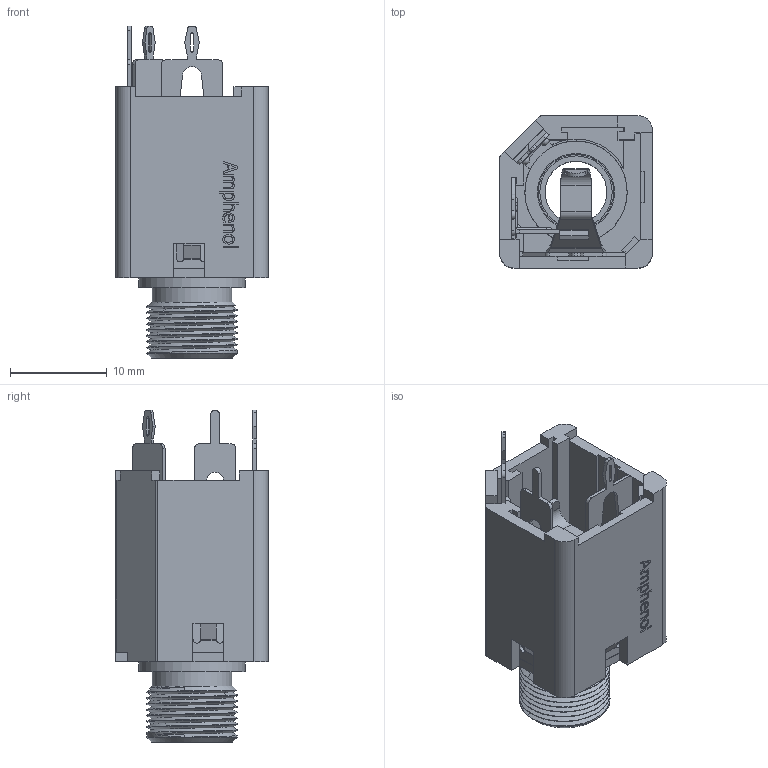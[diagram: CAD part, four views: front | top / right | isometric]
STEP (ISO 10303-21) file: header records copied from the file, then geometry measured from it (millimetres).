
FILE_DESCRIPTION(/* description */ (''),/* implementation_level */ '2;1');
FILE_NAME(/* name */ 'ACJS-MN-2S.step',/* time_stamp */ '2020-03-31T00:14:37+01:00',/* author */ (''),/* organization */ (''),/* preprocessor_version */ 'ST-DEVELOPER v18',/* originating_system */ 'Autodesk Translation Framework v8.12.0.6',/* authorisation */ '');
FILE_SCHEMA (('AUTOMOTIVE_DESIGN { 1 0 10303 214 3 1 1 }'));
Length unit declared in the file: inch
Products named in the file (1): ACJS-MN-2S
Bounding box: 15.8 x 15.8 x 34.4 mm (x, y, z)
Surface area: 4489.8 mm2 (no closed solid volume)
Topology: 0 solids, 24 shells, 245 faces, 1042 edges, 794 vertices
Faces by surface type: plane 174, cylinder 52, bspline 10, sphere 3, torus 3, cone 3
Full cylindrical faces by diameter (mm): 1.6 x1, 1.8 x1, 6.4 x1, 8.2 x1, 9.4 x7, 10.6 x1, 11 x1
Entity records: 14007 total; most frequent: CARTESIAN_POINT 5627, ORIENTED_EDGE 1636, DIRECTION 1525, EDGE_CURVE 1039, VERTEX_POINT 794, LINE 745, VECTOR 745, AXIS2_PLACEMENT_3D 390
